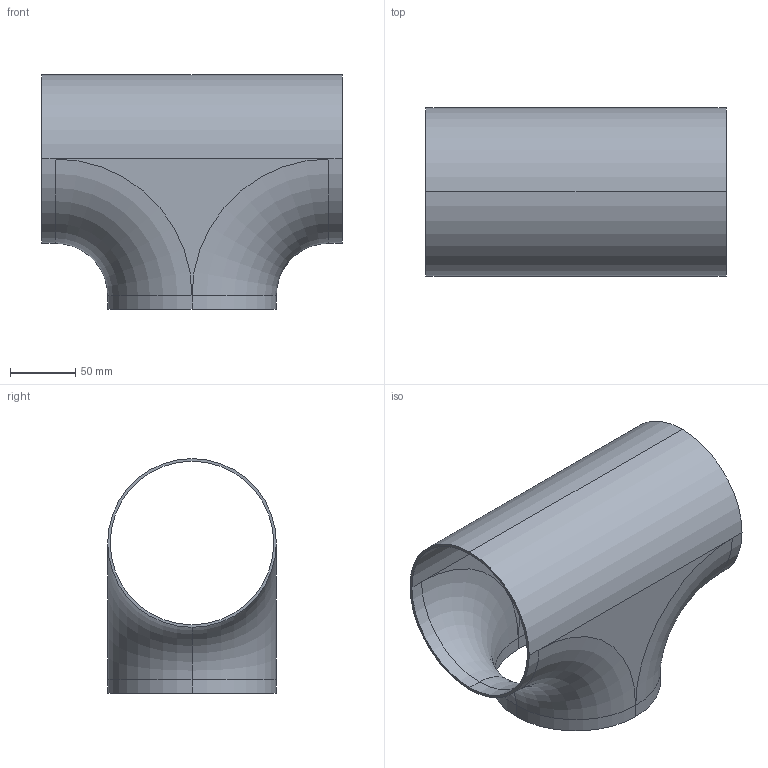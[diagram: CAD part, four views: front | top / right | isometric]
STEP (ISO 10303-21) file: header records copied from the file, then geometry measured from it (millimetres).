
FILE_DESCRIPTION (( 'STEP AP203' ), '1' );
FILE_NAME ('OT310-125-129x2_OSTP.step', '2021-02-16T14:23:24', ( '' ), ( '' ), 'SwSTEP 2.0', 'SolidWorks 2014', '' );
FILE_SCHEMA (( 'CONFIG_CONTROL_DESIGN' ));
Length unit declared in the file: millimetre
Products named in the file (1): OT310-125-129x2_OSTP
Bounding box: 230 x 129 x 179.5 mm (x, y, z)
Volume: 207580.7 mm3; surface area: 209966.3 mm2
Topology: 1 solids, 1 shells, 35 faces, 78 edges, 44 vertices
Faces by surface type: cylinder 20, torus 8, plane 7
Entity records: 1057 total; most frequent: DIRECTION 202, CARTESIAN_POINT 158, ORIENTED_EDGE 156, AXIS2_PLACEMENT_3D 88, EDGE_CURVE 78, CIRCLE 52, VERTEX_POINT 44, EDGE_LOOP 38
